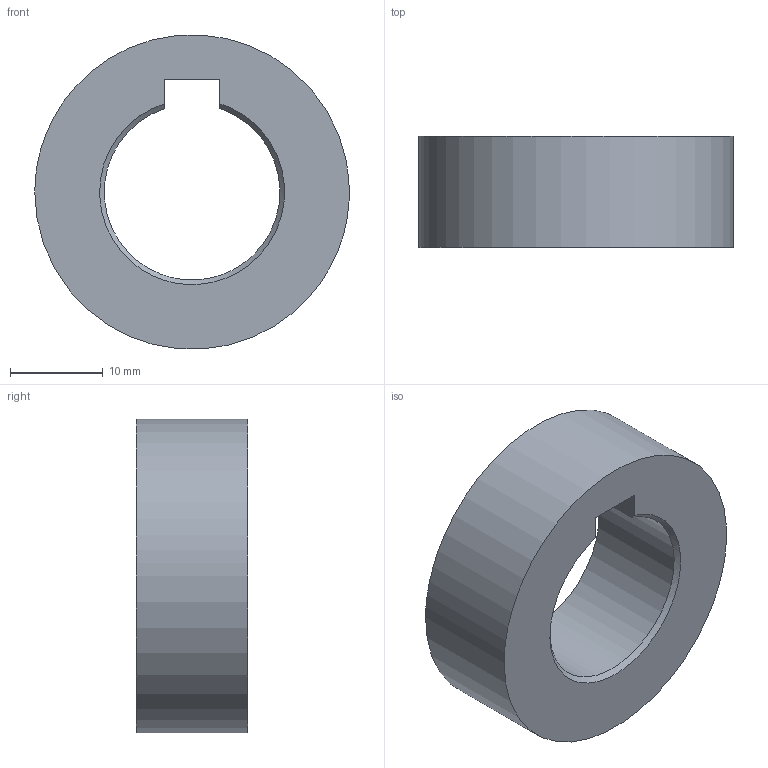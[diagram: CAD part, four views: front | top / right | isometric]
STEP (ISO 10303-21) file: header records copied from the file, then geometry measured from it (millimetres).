
FILE_DESCRIPTION(('THIS FILE CONTAINS SOME STEP INSTANCES'),'1');
FILE_NAME('LE-CB-011-01 Kroužek distanèní.stp','2021-09-24T13:26:36',('UNDEFINED'),('UNDEFINED'),'T-FLEX CAD STEP converter','T-FLEX CAD','');
FILE_SCHEMA(('CONFIG_CONTROL_DESIGN'));
Length unit declared in the file: metre
Products named in the file (1): T骴o_9
Bounding box: 33.98 x 12 x 33.93 mm (x, y, z)
Volume: 7289 mm3; surface area: 3276.6 mm2
Topology: 1 solids, 1 shells, 8 faces, 18 edges, 12 vertices
Faces by surface type: plane 5, cylinder 2, cone 1
Full cylindrical faces by diameter (mm): 34 x1
Entity records: 331 total; most frequent: CARTESIAN_POINT 75, ORIENTED_EDGE 36, DIRECTION 29, EDGE_CURVE 18, VERTEX_POINT 12, LINE 11, VECTOR 11, STYLED_ITEM 10
